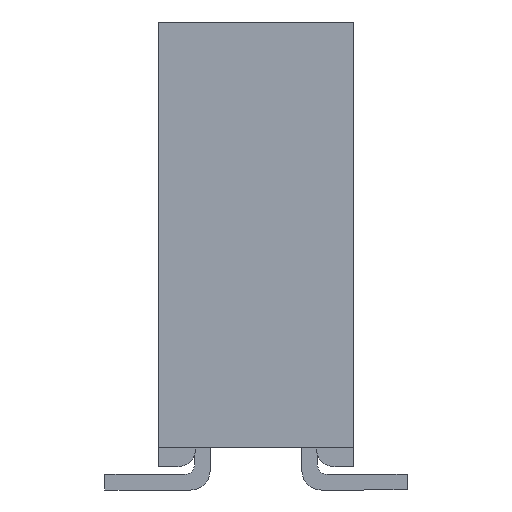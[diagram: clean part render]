
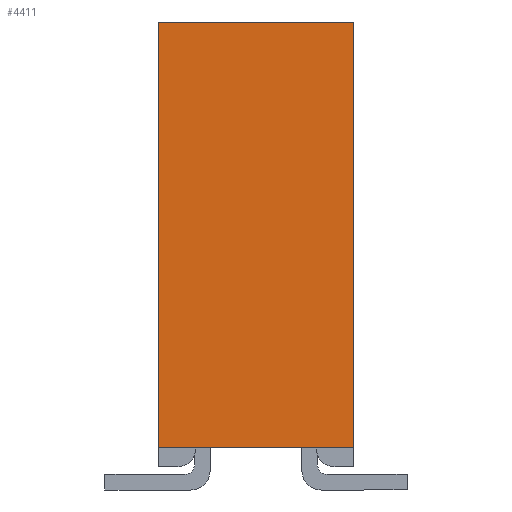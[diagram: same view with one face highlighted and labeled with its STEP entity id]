
A CAD part, left-side view. The second image highlights one B-rep face of the part: STEP entity #4411.
In plain terms, the highlighted planar face has unit normal (-1, 0, 0).
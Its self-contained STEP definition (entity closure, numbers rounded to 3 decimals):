
#4411 = ADVANCED_FACE('',(#4412),#4446,.F.);
#4412 = FACE_BOUND('',#4413,.T.);
#4413 = EDGE_LOOP('',(#4414,#4424,#4432,#4440));
#4414 = ORIENTED_EDGE('',*,*,#4415,.T.);
#4415 = EDGE_CURVE('',#4416,#4418,#4420,.T.);
#4416 = VERTEX_POINT('',#4417);
#4417 = CARTESIAN_POINT('',(-14.097,5.791,-1.27));
#4418 = VERTEX_POINT('',#4419);
#4419 = CARTESIAN_POINT('',(-14.097,0.254,-1.27));
#4420 = LINE('',#4421,#4422);
#4421 = CARTESIAN_POINT('',(-14.097,5.791,-1.27));
#4422 = VECTOR('',#4423,1.);
#4423 = DIRECTION('',(0.,-1.,0.));
#4424 = ORIENTED_EDGE('',*,*,#4425,.T.);
#4425 = EDGE_CURVE('',#4418,#4426,#4428,.T.);
#4426 = VERTEX_POINT('',#4427);
#4427 = CARTESIAN_POINT('',(-14.097,0.254,1.27));
#4428 = LINE('',#4429,#4430);
#4429 = CARTESIAN_POINT('',(-14.097,0.254,-0.787));
#4430 = VECTOR('',#4431,1.);
#4431 = DIRECTION('',(0.,0.,1.));
#4432 = ORIENTED_EDGE('',*,*,#4433,.F.);
#4433 = EDGE_CURVE('',#4434,#4426,#4436,.T.);
#4434 = VERTEX_POINT('',#4435);
#4435 = CARTESIAN_POINT('',(-14.097,5.791,1.27));
#4436 = LINE('',#4437,#4438);
#4437 = CARTESIAN_POINT('',(-14.097,5.791,1.27));
#4438 = VECTOR('',#4439,1.);
#4439 = DIRECTION('',(0.,-1.,0.));
#4440 = ORIENTED_EDGE('',*,*,#4441,.F.);
#4441 = EDGE_CURVE('',#4416,#4434,#4442,.T.);
#4442 = LINE('',#4443,#4444);
#4443 = CARTESIAN_POINT('',(-14.097,5.791,-1.27));
#4444 = VECTOR('',#4445,1.);
#4445 = DIRECTION('',(0.,0.,1.));
#4446 = PLANE('',#4447);
#4447 = AXIS2_PLACEMENT_3D('',#4448,#4449,#4450);
#4448 = CARTESIAN_POINT('',(-14.097,5.791,-1.27));
#4449 = DIRECTION('',(1.,0.,0.));
#4450 = DIRECTION('',(0.,0.,-1.));
